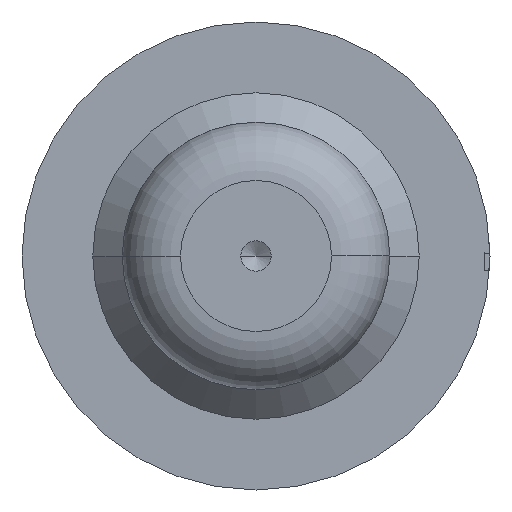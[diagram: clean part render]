
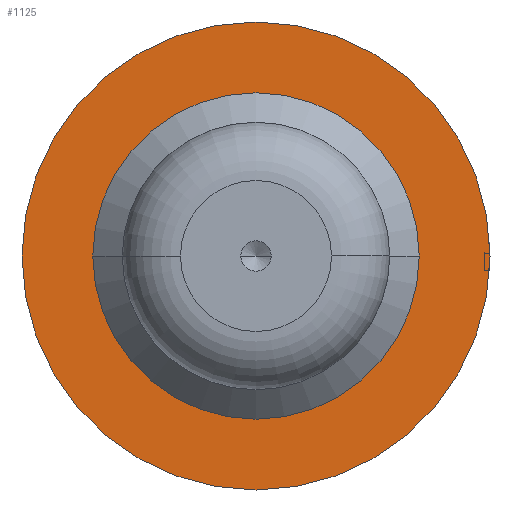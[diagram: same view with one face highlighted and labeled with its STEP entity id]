
A CAD part, front view. The second image highlights one B-rep face of the part: STEP entity #1125.
In plain terms, the highlighted planar face has unit normal (0, -1, 0).
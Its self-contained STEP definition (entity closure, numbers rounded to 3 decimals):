
#85=CARTESIAN_POINT('',(0.,-0.79,0.));
#86=DIRECTION('',(0.,-1.,0.));
#87=DIRECTION('',(1.,0.,0.));
#88=AXIS2_PLACEMENT_3D('',#85,#86,#87);
#90=CARTESIAN_POINT('',(0.,-0.79,0.));
#91=DIRECTION('',(0.,1.,0.));
#92=DIRECTION('',(1.,0.,0.));
#93=AXIS2_PLACEMENT_3D('',#90,#91,#92);
#117=CARTESIAN_POINT('',(0.,-0.79,0.));
#118=DIRECTION('',(0.,1.,0.));
#119=DIRECTION('',(1.,0.,0.));
#120=AXIS2_PLACEMENT_3D('',#117,#118,#119);
#174=CARTESIAN_POINT('',(0.,-0.79,0.));
#175=DIRECTION('',(0.,-1.,0.));
#176=DIRECTION('',(1.,0.,0.));
#177=AXIS2_PLACEMENT_3D('',#174,#175,#176);
#793=CARTESIAN_POINT('',(2.8,-0.79,0.));
#794=VERTEX_POINT('',#793);
#803=CARTESIAN_POINT('',(-2.8,-0.79,0.));
#804=VERTEX_POINT('',#803);
#805=CARTESIAN_POINT('',(-4.015,-0.79,0.));
#807=VERTEX_POINT('',#805);
#813=CARTESIAN_POINT('',(4.015,-0.79,0.));
#814=VERTEX_POINT('',#813);
#1110=CARTESIAN_POINT('',(0.,-0.79,0.));
#1111=DIRECTION('',(0.,-1.,0.));
#1112=DIRECTION('',(-1.,0.,0.));
#1113=AXIS2_PLACEMENT_3D('',#1110,#1111,#1112);
#1114=PLANE('',#1113);
#1116=ORIENTED_EDGE('',*,*,#1115,.T.);
#1118=ORIENTED_EDGE('',*,*,#1117,.F.);
#1119=EDGE_LOOP('',(#1116,#1118));
#1120=FACE_OUTER_BOUND('',#1119,.F.);
#1121=ORIENTED_EDGE('',*,*,#1105,.T.);
#1122=ORIENTED_EDGE('',*,*,#1089,.F.);
#1123=EDGE_LOOP('',(#1121,#1122));
#1124=FACE_BOUND('',#1123,.F.);
#1125=ADVANCED_FACE('',(#1120,#1124),#1114,.T.);
#89=CIRCLE('',#88,2.8);
#94=CIRCLE('',#93,2.8);
#121=CIRCLE('',#120,4.015);
#178=CIRCLE('',#177,4.015);
#1089=EDGE_CURVE('',#794,#804,#94,.T.);
#1105=EDGE_CURVE('',#794,#804,#89,.T.);
#1115=EDGE_CURVE('',#814,#807,#121,.T.);
#1117=EDGE_CURVE('',#814,#807,#178,.T.);
